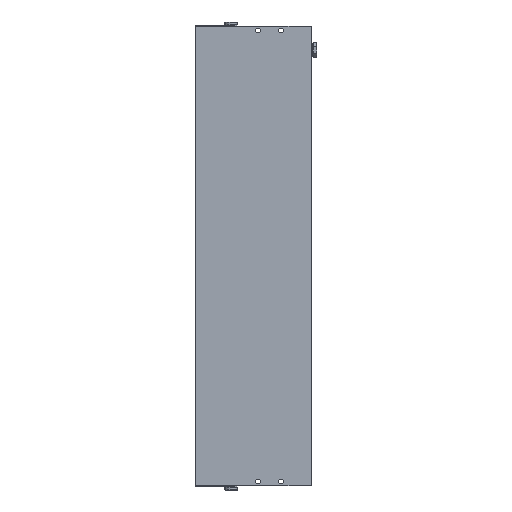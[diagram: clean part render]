
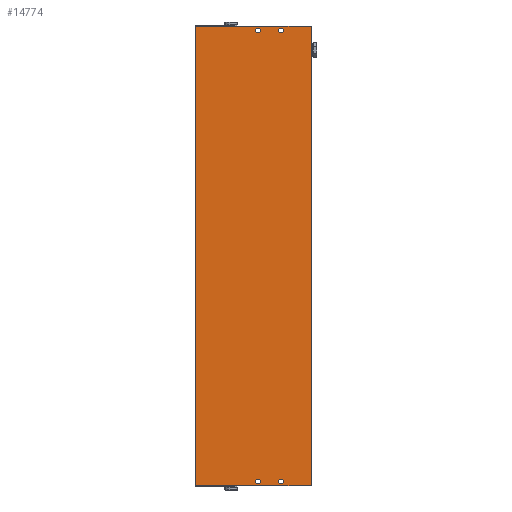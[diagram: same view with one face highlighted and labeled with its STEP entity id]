
A CAD part, front view. The second image highlights one B-rep face of the part: STEP entity #14774.
In plain terms, the highlighted planar face has unit normal (0, -1, 0).
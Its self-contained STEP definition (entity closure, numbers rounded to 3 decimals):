
#980=LINE('',#23972,#1638);
#1053=LINE('',#24355,#1711);
#1054=LINE('',#24365,#1712);
#1055=LINE('',#24367,#1713);
#1638=VECTOR('',#18867,1000.);
#1711=VECTOR('',#19182,1000.);
#1712=VECTOR('',#19193,1000.);
#1713=VECTOR('',#19194,1000.);
#2818=ORIENTED_EDGE('',*,*,#6379,.T.);
#2819=ORIENTED_EDGE('',*,*,#6380,.T.);
#2820=ORIENTED_EDGE('',*,*,#6381,.T.);
#2821=ORIENTED_EDGE('',*,*,#6382,.T.);
#2822=ORIENTED_EDGE('',*,*,#6383,.T.);
#2823=ORIENTED_EDGE('',*,*,#6384,.F.);
#2824=ORIENTED_EDGE('',*,*,#6188,.F.);
#2825=ORIENTED_EDGE('',*,*,#6378,.T.);
#6188=EDGE_CURVE('',#7969,#7970,#980,.T.);
#6378=EDGE_CURVE('',#7969,#8158,#1053,.T.);
#6379=EDGE_CURVE('',#8159,#8159,#9477,.T.);
#6380=EDGE_CURVE('',#8160,#8160,#9478,.T.);
#6381=EDGE_CURVE('',#8161,#8161,#9479,.T.);
#6382=EDGE_CURVE('',#8162,#8162,#9480,.T.);
#6383=EDGE_CURVE('',#8158,#8163,#1054,.T.);
#6384=EDGE_CURVE('',#7970,#8163,#1055,.T.);
#7969=VERTEX_POINT('',#23971);
#7970=VERTEX_POINT('',#23973);
#8158=VERTEX_POINT('',#24354);
#8159=VERTEX_POINT('',#24358);
#8160=VERTEX_POINT('',#24360);
#8161=VERTEX_POINT('',#24362);
#8162=VERTEX_POINT('',#24364);
#8163=VERTEX_POINT('',#24366);
#9477=CIRCLE('',#16363,2.75);
#9478=CIRCLE('',#16364,2.75);
#9479=CIRCLE('',#16365,2.75);
#9480=CIRCLE('',#16366,2.75);
#10457=EDGE_LOOP('',(#2818));
#10458=EDGE_LOOP('',(#2819));
#10459=EDGE_LOOP('',(#2820));
#10460=EDGE_LOOP('',(#2821));
#10461=EDGE_LOOP('',(#2822,#2823,#2824,#2825));
#12557=FACE_BOUND('',#10457,.T.);
#12558=FACE_BOUND('',#10458,.T.);
#12559=FACE_BOUND('',#10459,.T.);
#12560=FACE_BOUND('',#10460,.T.);
#12561=FACE_BOUND('',#10461,.T.);
#14338=PLANE('',#16362);
#14774=ADVANCED_FACE('',(#12557,#12558,#12559,#12560,#12561),#14338,.F.);
#16362=AXIS2_PLACEMENT_3D('',#24356,#19183,#19184);
#16363=AXIS2_PLACEMENT_3D('',#24357,#19185,#19186);
#16364=AXIS2_PLACEMENT_3D('',#24359,#19187,#19188);
#16365=AXIS2_PLACEMENT_3D('',#24361,#19189,#19190);
#16366=AXIS2_PLACEMENT_3D('',#24363,#19191,#19192);
#18867=DIRECTION('',(1.,0.,0.));
#19182=DIRECTION('',(0.,0.,-1.));
#19183=DIRECTION('',(0.,1.,0.));
#19184=DIRECTION('',(0.,0.,1.));
#19185=DIRECTION('',(0.,1.,0.));
#19186=DIRECTION('',(0.,0.,1.));
#19187=DIRECTION('',(0.,1.,0.));
#19188=DIRECTION('',(0.,0.,1.));
#19189=DIRECTION('',(0.,1.,0.));
#19190=DIRECTION('',(0.,0.,1.));
#19191=DIRECTION('',(0.,1.,0.));
#19192=DIRECTION('',(0.,0.,1.));
#19193=DIRECTION('',(1.,0.,0.));
#19194=DIRECTION('',(0.,0.,-1.));
#23971=CARTESIAN_POINT('',(0.,-42.5,519.5));
#23972=CARTESIAN_POINT('',(0.,-42.5,519.5));
#23973=CARTESIAN_POINT('',(131.,-42.5,519.5));
#24354=CARTESIAN_POINT('',(0.,-42.5,0.));
#24355=CARTESIAN_POINT('',(0.,-42.5,519.5));
#24356=CARTESIAN_POINT('',(0.,-42.5,519.5));
#24357=CARTESIAN_POINT('',(60.,-42.5,5.));
#24358=CARTESIAN_POINT('',(60.,-42.5,7.75));
#24359=CARTESIAN_POINT('',(34.,-42.5,514.5));
#24360=CARTESIAN_POINT('',(34.,-42.5,517.25));
#24361=CARTESIAN_POINT('',(60.,-42.5,514.5));
#24362=CARTESIAN_POINT('',(60.,-42.5,517.25));
#24363=CARTESIAN_POINT('',(34.,-42.5,5.));
#24364=CARTESIAN_POINT('',(34.,-42.5,7.75));
#24365=CARTESIAN_POINT('',(0.,-42.5,0.));
#24366=CARTESIAN_POINT('',(131.,-42.5,0.));
#24367=CARTESIAN_POINT('',(131.,-42.5,519.5));
